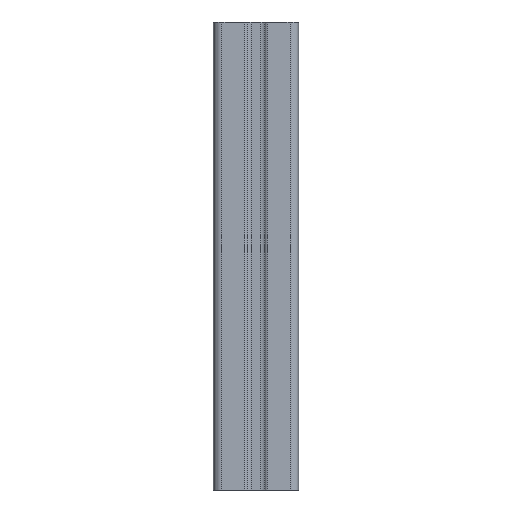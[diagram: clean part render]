
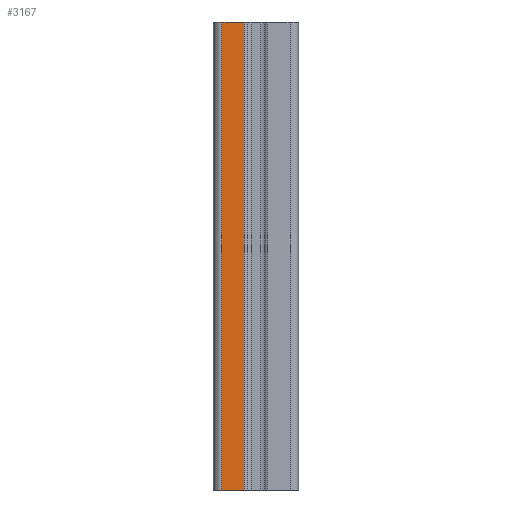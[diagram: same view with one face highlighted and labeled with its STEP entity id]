
A CAD part, front view. The second image highlights one B-rep face of the part: STEP entity #3167.
In plain terms, the highlighted planar face has unit normal (0, -1, 0).
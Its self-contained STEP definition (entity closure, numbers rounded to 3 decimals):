
#1865=VERTEX_POINT('',#4731);
#2171=EDGE_CURVE('',#3391,#3321,#5060,.T.);
#2487=VERTEX_POINT('',#5416);
#3167=ADVANCED_FACE('',(#6160),#6161,.T.);
#3321=VERTEX_POINT('',#6326);
#3391=VERTEX_POINT('',#6399);
#3605=EDGE_CURVE('',#2487,#3321,#6632,.T.);
#3627=EDGE_CURVE('',#3391,#1865,#6657,.T.);
#4167=EDGE_CURVE('',#1865,#2487,#7244,.T.);
#4731=CARTESIAN_POINT('',(14.5,0.0,0.0));
#5060=LINE('',#8422,#8423);
#5416=CARTESIAN_POINT('',(14.5,0.0,220.0));
#6160=FACE_OUTER_BOUND('',#9931,.T.);
#6161=PLANE('',#9932);
#6326=CARTESIAN_POINT('',(4.0,0.0,220.0));
#6399=CARTESIAN_POINT('',(4.0,0.0,0.0));
#6632=LINE('',#10570,#10571);
#6657=LINE('',#10602,#10603);
#7244=LINE('',#11407,#11408);
#8422=CARTESIAN_POINT('',(4.0,0.0,0.0));
#8423=VECTOR('',#12330,1.0);
#9931=EDGE_LOOP('',(#13924,#13925,#13926,#13927));
#9932=AXIS2_PLACEMENT_3D('',#13928,#13929,#13930);
#10570=CARTESIAN_POINT('',(4.0,0.0,220.0));
#10571=VECTOR('',#14392,1.0);
#10602=CARTESIAN_POINT('',(4.0,0.0,0.0));
#10603=VECTOR('',#14422,1.0);
#11407=CARTESIAN_POINT('',(14.5,0.0,0.0));
#11408=VECTOR('',#15052,1.0);
#12330=DIRECTION('',(0.0,0.0,1.0));
#13924=ORIENTED_EDGE('',*,*,#4167,.T.);
#13925=ORIENTED_EDGE('',*,*,#3605,.T.);
#13926=ORIENTED_EDGE('',*,*,#2171,.F.);
#13927=ORIENTED_EDGE('',*,*,#3627,.T.);
#13928=CARTESIAN_POINT('',(36.0,0.0,0.0));
#13929=DIRECTION('',(0.0,-1.0,0.0));
#13930=DIRECTION('',(1.0,0.0,0.0));
#14392=DIRECTION('',(-1.0,-0.0,-0.0));
#14422=DIRECTION('',(1.0,0.0,0.0));
#15052=DIRECTION('',(0.0,0.0,1.0));
